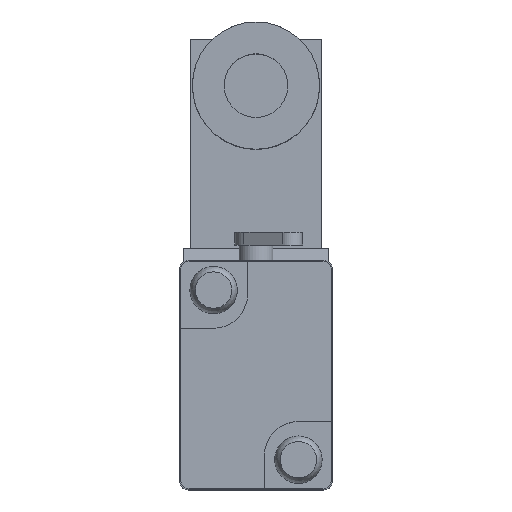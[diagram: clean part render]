
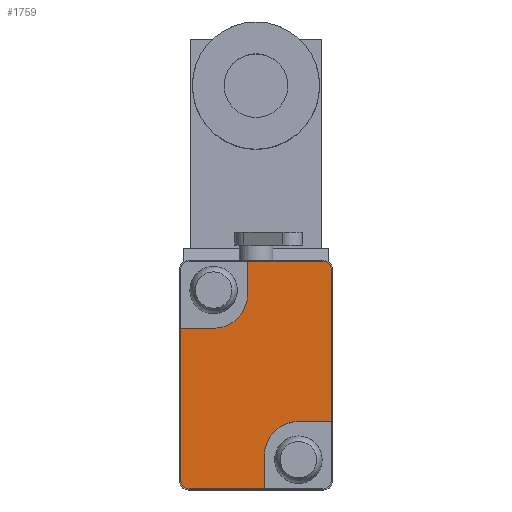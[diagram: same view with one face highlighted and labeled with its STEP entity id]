
A CAD part, top view. The second image highlights one B-rep face of the part: STEP entity #1759.
In plain terms, the highlighted planar face has unit normal (0, 0, 1).
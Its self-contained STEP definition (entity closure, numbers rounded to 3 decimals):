
#79=CIRCLE('',#1920,1.);
#80=CIRCLE('',#1924,1.);
#81=CIRCLE('',#1927,4.);
#82=CIRCLE('',#1928,4.);
#394=ORIENTED_EDGE('',*,*,#775,.F.);
#395=ORIENTED_EDGE('',*,*,#757,.T.);
#396=ORIENTED_EDGE('',*,*,#762,.T.);
#397=ORIENTED_EDGE('',*,*,#765,.T.);
#398=ORIENTED_EDGE('',*,*,#776,.F.);
#399=ORIENTED_EDGE('',*,*,#777,.F.);
#400=ORIENTED_EDGE('',*,*,#778,.F.);
#401=ORIENTED_EDGE('',*,*,#766,.T.);
#402=ORIENTED_EDGE('',*,*,#771,.T.);
#403=ORIENTED_EDGE('',*,*,#774,.T.);
#404=ORIENTED_EDGE('',*,*,#779,.F.);
#405=ORIENTED_EDGE('',*,*,#780,.F.);
#757=EDGE_CURVE('',#975,#976,#1119,.T.);
#762=EDGE_CURVE('',#976,#978,#79,.T.);
#765=EDGE_CURVE('',#978,#980,#1126,.T.);
#766=EDGE_CURVE('',#981,#982,#1127,.T.);
#771=EDGE_CURVE('',#982,#984,#80,.T.);
#774=EDGE_CURVE('',#984,#986,#1134,.T.);
#775=EDGE_CURVE('',#975,#987,#1135,.T.);
#776=EDGE_CURVE('',#988,#980,#1136,.T.);
#777=EDGE_CURVE('',#989,#988,#81,.T.);
#778=EDGE_CURVE('',#981,#989,#1137,.T.);
#779=EDGE_CURVE('',#990,#986,#1138,.T.);
#780=EDGE_CURVE('',#987,#990,#82,.T.);
#975=VERTEX_POINT('',#2873);
#976=VERTEX_POINT('',#2874);
#978=VERTEX_POINT('',#2881);
#980=VERTEX_POINT('',#2887);
#981=VERTEX_POINT('',#2891);
#982=VERTEX_POINT('',#2892);
#984=VERTEX_POINT('',#2899);
#986=VERTEX_POINT('',#2905);
#987=VERTEX_POINT('',#2909);
#988=VERTEX_POINT('',#2911);
#989=VERTEX_POINT('',#2913);
#990=VERTEX_POINT('',#2916);
#1119=LINE('',#2872,#1263);
#1126=LINE('',#2888,#1270);
#1127=LINE('',#2890,#1271);
#1134=LINE('',#2906,#1278);
#1135=LINE('',#2908,#1279);
#1136=LINE('',#2910,#1280);
#1137=LINE('',#2914,#1281);
#1138=LINE('',#2915,#1282);
#1263=VECTOR('',#2263,1000.);
#1270=VECTOR('',#2276,1000.);
#1271=VECTOR('',#2279,1000.);
#1278=VECTOR('',#2292,1000.);
#1279=VECTOR('',#2295,1000.);
#1280=VECTOR('',#2296,1000.);
#1281=VECTOR('',#2299,1000.);
#1282=VECTOR('',#2300,1000.);
#1411=EDGE_LOOP('',(#394,#395,#396,#397,#398,#399,#400,#401,#402,#403,#404,
#405));
#1571=FACE_BOUND('',#1411,.T.);
#1677=PLANE('',#1926);
#1759=ADVANCED_FACE('',(#1571),#1677,.T.);
#1920=AXIS2_PLACEMENT_3D('',#2882,#2270,#2271);
#1924=AXIS2_PLACEMENT_3D('',#2900,#2286,#2287);
#1926=AXIS2_PLACEMENT_3D('',#2907,#2293,#2294);
#1927=AXIS2_PLACEMENT_3D('',#2912,#2297,#2298);
#1928=AXIS2_PLACEMENT_3D('',#2917,#2301,#2302);
#2263=DIRECTION('',(0.,-1.,0.));
#2270=DIRECTION('',(0.,0.,1.));
#2271=DIRECTION('',(1.,0.,0.));
#2276=DIRECTION('',(1.,0.,0.));
#2279=DIRECTION('',(0.,1.,0.));
#2286=DIRECTION('',(0.,0.,1.));
#2287=DIRECTION('',(1.,0.,0.));
#2292=DIRECTION('',(-1.,0.,0.));
#2293=DIRECTION('',(0.,0.,1.));
#2294=DIRECTION('',(1.,0.,0.));
#2295=DIRECTION('',(1.,0.,0.));
#2296=DIRECTION('',(0.,-1.,0.));
#2297=DIRECTION('',(0.,0.,1.));
#2298=DIRECTION('',(1.,0.,0.));
#2299=DIRECTION('',(-1.,0.,0.));
#2300=DIRECTION('',(0.,1.,0.));
#2301=DIRECTION('',(0.,0.,1.));
#2302=DIRECTION('',(1.,0.,0.));
#2872=CARTESIAN_POINT('',(-8.9,12.4,42.));
#2873=CARTESIAN_POINT('',(-8.9,5.5,42.));
#2874=CARTESIAN_POINT('',(-8.9,-12.4,42.));
#2881=CARTESIAN_POINT('',(-7.9,-13.4,42.));
#2882=CARTESIAN_POINT('',(-7.9,-12.4,42.));
#2887=CARTESIAN_POINT('',(1.,-13.4,42.));
#2888=CARTESIAN_POINT('',(-7.9,-13.4,42.));
#2890=CARTESIAN_POINT('',(8.9,-12.4,42.));
#2891=CARTESIAN_POINT('',(8.9,-5.5,42.));
#2892=CARTESIAN_POINT('',(8.9,12.4,42.));
#2899=CARTESIAN_POINT('',(7.9,13.4,42.));
#2900=CARTESIAN_POINT('',(7.9,12.4,42.));
#2905=CARTESIAN_POINT('',(-1.,13.4,42.));
#2906=CARTESIAN_POINT('',(7.9,13.4,42.));
#2907=CARTESIAN_POINT('',(-7.9,12.4,42.));
#2908=CARTESIAN_POINT('',(-7.9,5.5,42.));
#2909=CARTESIAN_POINT('',(-5.,5.5,42.));
#2910=CARTESIAN_POINT('',(1.,-9.5,42.));
#2911=CARTESIAN_POINT('',(1.,-9.5,42.));
#2912=CARTESIAN_POINT('',(5.,-9.5,42.));
#2913=CARTESIAN_POINT('',(5.,-5.5,42.));
#2914=CARTESIAN_POINT('',(-7.9,-5.5,42.));
#2915=CARTESIAN_POINT('',(-1.,9.5,42.));
#2916=CARTESIAN_POINT('',(-1.,9.5,42.));
#2917=CARTESIAN_POINT('',(-5.,9.5,42.));
